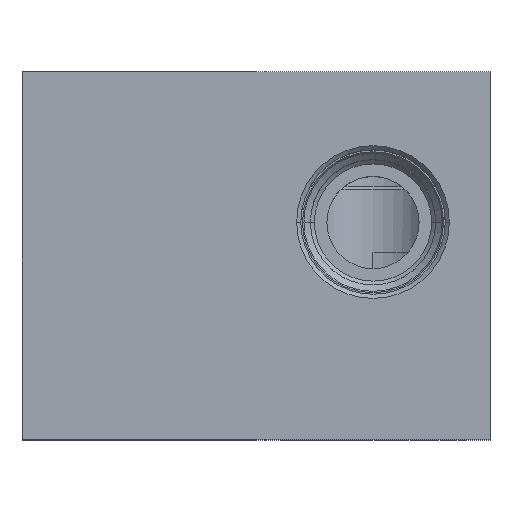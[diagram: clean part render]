
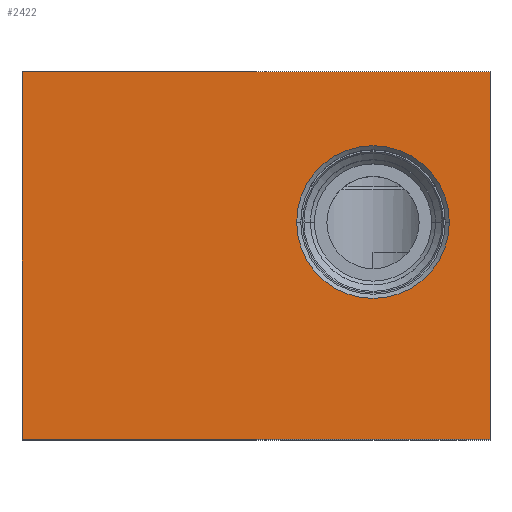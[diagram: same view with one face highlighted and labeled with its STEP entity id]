
A CAD part, top view. The second image highlights one B-rep face of the part: STEP entity #2422.
In plain terms, the highlighted planar face has unit normal (0, 0, 1).
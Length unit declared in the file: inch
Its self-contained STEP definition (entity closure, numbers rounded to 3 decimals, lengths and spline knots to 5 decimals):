
#143=DIRECTION('',(0.,-1.,0.));
#144=VECTOR('',#143,2.75);
#145=CARTESIAN_POINT('',(0.,0.,4.375));
#146=LINE('',#145,#144);
#147=DIRECTION('',(-1.,0.,0.));
#148=VECTOR('',#147,3.5);
#149=CARTESIAN_POINT('',(3.5,0.,4.375));
#150=LINE('',#149,#148);
#151=DIRECTION('',(0.,1.,0.));
#152=VECTOR('',#151,2.75);
#153=CARTESIAN_POINT('',(3.5,-2.75,4.375));
#154=LINE('',#153,#152);
#155=DIRECTION('',(1.,0.,0.));
#156=VECTOR('',#155,3.5);
#157=CARTESIAN_POINT('',(0.,-2.75,4.375));
#158=LINE('',#157,#156);
#159=CARTESIAN_POINT('',(2.625,-1.125,4.375));
#160=DIRECTION('',(0.,0.,-1.));
#161=DIRECTION('',(-1.,0.,0.));
#162=AXIS2_PLACEMENT_3D('',#159,#160,#161);
#164=CARTESIAN_POINT('',(2.625,-1.125,4.375));
#165=DIRECTION('',(0.,0.,-1.));
#166=DIRECTION('',(1.,0.,0.));
#167=AXIS2_PLACEMENT_3D('',#164,#165,#166);
#1968=CARTESIAN_POINT('',(0.,0.,4.375));
#1969=CARTESIAN_POINT('',(0.,-2.75,4.375));
#1970=VERTEX_POINT('',#1968);
#1971=VERTEX_POINT('',#1969);
#1972=CARTESIAN_POINT('',(3.5,-2.75,4.375));
#1973=VERTEX_POINT('',#1972);
#1974=CARTESIAN_POINT('',(3.5,0.,4.375));
#1975=VERTEX_POINT('',#1974);
#2012=CARTESIAN_POINT('',(3.196,-1.125,4.375));
#2013=VERTEX_POINT('',#2012);
#2014=CARTESIAN_POINT('',(2.054,-1.125,4.375));
#2015=VERTEX_POINT('',#2014);
#2405=CARTESIAN_POINT('',(0.,0.,4.375));
#2406=DIRECTION('',(0.,0.,1.));
#2407=DIRECTION('',(1.,0.,0.));
#2408=AXIS2_PLACEMENT_3D('',#2405,#2406,#2407);
#2409=PLANE('',#2408);
#2410=ORIENTED_EDGE('',*,*,#2297,.F.);
#2411=ORIENTED_EDGE('',*,*,#2324,.F.);
#2412=ORIENTED_EDGE('',*,*,#2350,.F.);
#2413=ORIENTED_EDGE('',*,*,#2375,.F.);
#2414=EDGE_LOOP('',(#2410,#2411,#2412,#2413));
#2415=FACE_OUTER_BOUND('',#2414,.F.);
#2417=ORIENTED_EDGE('',*,*,#2416,.F.);
#2419=ORIENTED_EDGE('',*,*,#2418,.F.);
#2420=EDGE_LOOP('',(#2417,#2419));
#2421=FACE_BOUND('',#2420,.F.);
#2422=ADVANCED_FACE('',(#2415,#2421),#2409,.T.);
#163=CIRCLE('',#162,0.571);
#168=CIRCLE('',#167,0.571);
#2297=EDGE_CURVE('',#1970,#1971,#146,.T.);
#2324=EDGE_CURVE('',#1975,#1970,#150,.T.);
#2350=EDGE_CURVE('',#1973,#1975,#154,.T.);
#2375=EDGE_CURVE('',#1971,#1973,#158,.T.);
#2416=EDGE_CURVE('',#2015,#2013,#163,.T.);
#2418=EDGE_CURVE('',#2013,#2015,#168,.T.);
